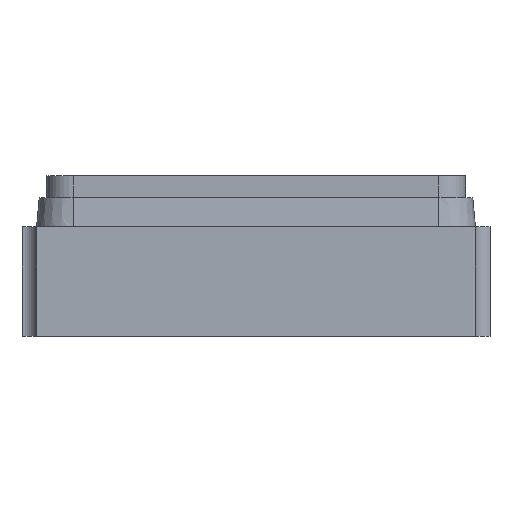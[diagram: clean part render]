
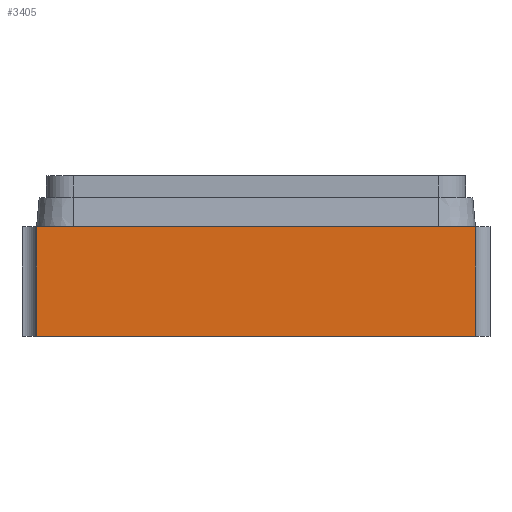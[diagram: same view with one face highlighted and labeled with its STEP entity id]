
A CAD part, left-side view. The second image highlights one B-rep face of the part: STEP entity #3405.
In plain terms, the highlighted face is planar.
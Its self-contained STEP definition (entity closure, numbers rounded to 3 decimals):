
#121=LINE('',#5290,#232);
#122=LINE('',#5295,#233);
#129=LINE('',#5421,#240);
#131=LINE('',#5461,#242);
#232=VECTOR('',#3930,1000.);
#233=VECTOR('',#3935,1000.);
#240=VECTOR('',#3968,1000.);
#242=VECTOR('',#3978,1000.);
#1075=ORIENTED_EDGE('',*,*,#1527,.T.);
#1076=ORIENTED_EDGE('',*,*,#1485,.F.);
#1077=ORIENTED_EDGE('',*,*,#1517,.F.);
#1078=ORIENTED_EDGE('',*,*,#1483,.T.);
#1483=EDGE_CURVE('',#1766,#1768,#121,.T.);
#1485=EDGE_CURVE('',#1769,#1771,#122,.T.);
#1517=EDGE_CURVE('',#1766,#1769,#129,.T.);
#1527=EDGE_CURVE('',#1768,#1771,#131,.T.);
#1766=VERTEX_POINT('',#5285);
#1768=VERTEX_POINT('',#5289);
#1769=VERTEX_POINT('',#5293);
#1771=VERTEX_POINT('',#5296);
#2015=EDGE_LOOP('',(#1075,#1076,#1077,#1078));
#2181=FACE_BOUND('',#2015,.T.);
#2281=PLANE('',#3584);
#3405=ADVANCED_FACE('',(#2181),#2281,.F.);
#3584=AXIS2_PLACEMENT_3D('',#5497,#4006,#4007);
#3930=DIRECTION('',(0.,0.,-1.));
#3935=DIRECTION('',(0.,0.,-1.));
#3968=DIRECTION('',(1.,0.,0.));
#3978=DIRECTION('',(1.,0.,0.));
#4006=DIRECTION('',(0.,1.,0.));
#4007=DIRECTION('',(0.,0.,1.));
#5285=CARTESIAN_POINT('',(-1.5,-1.25,0.75));
#5289=CARTESIAN_POINT('',(-1.5,-1.25,0.));
#5290=CARTESIAN_POINT('',(-1.5,-1.25,0.75));
#5293=CARTESIAN_POINT('',(1.5,-1.25,0.75));
#5295=CARTESIAN_POINT('',(1.5,-1.25,0.75));
#5296=CARTESIAN_POINT('',(1.5,-1.25,0.));
#5421=CARTESIAN_POINT('',(-1.5,-1.25,0.75));
#5461=CARTESIAN_POINT('',(-1.5,-1.25,0.));
#5497=CARTESIAN_POINT('',(-1.5,-1.25,0.75));
